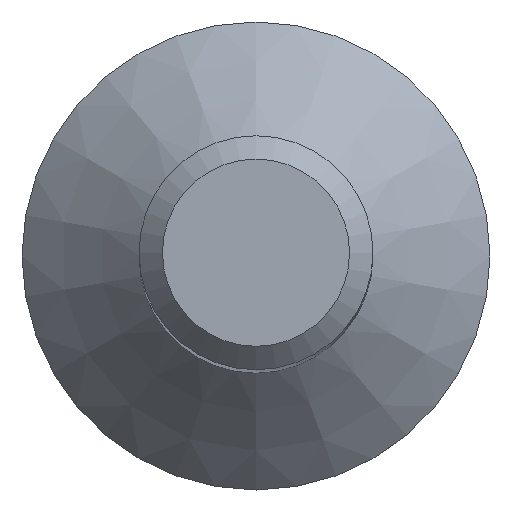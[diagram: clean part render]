
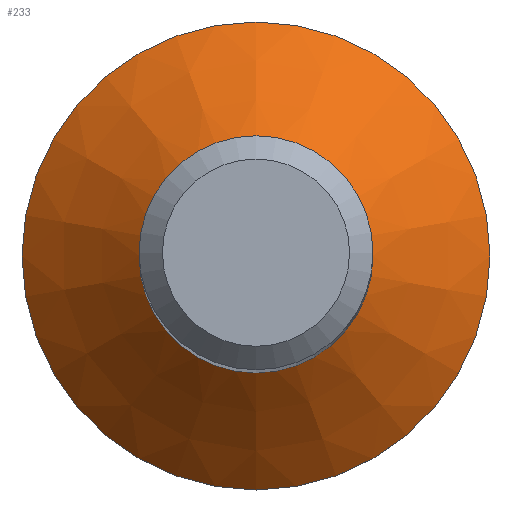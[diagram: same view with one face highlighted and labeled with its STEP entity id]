
A CAD part, top view. The second image highlights one B-rep face of the part: STEP entity #233.
In plain terms, the highlighted conical face has half-angle 45 degrees and reference radius 8 mm.
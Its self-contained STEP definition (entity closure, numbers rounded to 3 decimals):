
#233 = ADVANCED_FACE ( 'NONE', ( #1854, #7372 ), #2776, .T. ) ;
#472 = CARTESIAN_POINT ( 'NONE',  ( 0., 0., 0.4 ) ) ;
#1362 = AXIS2_PLACEMENT_3D ( 'NONE', #6173, #1377, #3903 ) ;
#1377 = DIRECTION ( 'NONE',  ( 0., 0., -1. ) ) ;
#1854 = FACE_OUTER_BOUND ( 'NONE', #7069, .T. ) ;
#2333 = EDGE_LOOP ( 'NONE', ( #3999 ) ) ;
#2776 = CONICAL_SURFACE ( 'NONE', #8432, 8., 0.785 ) ;
#2805 = ORIENTED_EDGE ( 'NONE', *, *, #11563, .F. ) ;
#3903 = DIRECTION ( 'NONE',  ( 0., 1., 0. ) ) ;
#3999 = ORIENTED_EDGE ( 'NONE', *, *, #12772, .T. ) ;
#5033 = CIRCLE ( 'NONE', #1362, 8. ) ;
#5647 = DIRECTION ( 'NONE',  ( 0., 1., 0. ) ) ;
#5925 = VERTEX_POINT ( 'NONE', #10440 ) ;
#6173 = CARTESIAN_POINT ( 'NONE',  ( 0., 0., 0.4 ) ) ;
#7069 = EDGE_LOOP ( 'NONE', ( #2805 ) ) ;
#7372 = FACE_BOUND ( 'NONE', #2333, .T. ) ;
#7934 = VERTEX_POINT ( 'NONE', #8087 ) ;
#8087 = CARTESIAN_POINT ( 'NONE',  ( 0., 4., 4.4 ) ) ;
#8432 = AXIS2_PLACEMENT_3D ( 'NONE', #472, #8878, #13441 ) ;
#8878 = DIRECTION ( 'NONE',  ( 0., 0., -1. ) ) ;
#9001 = CARTESIAN_POINT ( 'NONE',  ( 0., 0., 4.4 ) ) ;
#10440 = CARTESIAN_POINT ( 'NONE',  ( 0., 8., 0.4 ) ) ;
#10565 = AXIS2_PLACEMENT_3D ( 'NONE', #9001, #12569, #5647 ) ;
#11563 = EDGE_CURVE ( 'NONE', #5925, #5925, #5033, .T. ) ;
#12569 = DIRECTION ( 'NONE',  ( 0., 0., -1. ) ) ;
#12772 = EDGE_CURVE ( 'NONE', #7934, #7934, #14765, .T. ) ;
#13441 = DIRECTION ( 'NONE',  ( 0., 1., 0. ) ) ;
#14765 = CIRCLE ( 'NONE', #10565, 4. ) ;
